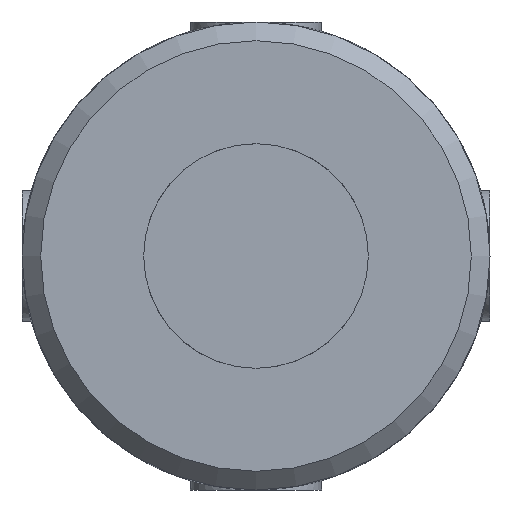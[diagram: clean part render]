
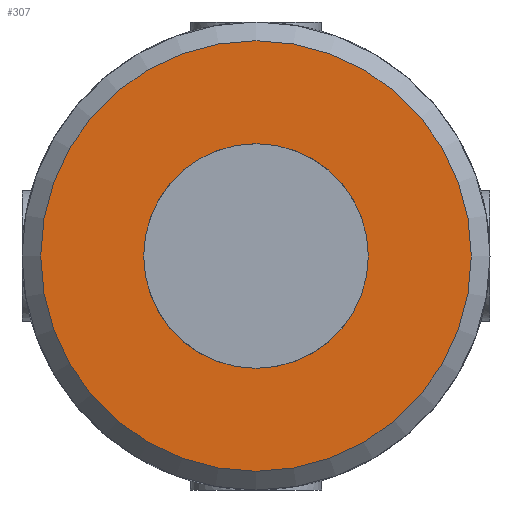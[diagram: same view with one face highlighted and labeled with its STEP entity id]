
A CAD part, left-side view. The second image highlights one B-rep face of the part: STEP entity #307.
In plain terms, the highlighted planar face has unit normal (-1, 0, 0).
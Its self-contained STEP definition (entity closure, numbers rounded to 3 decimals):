
#307 = ADVANCED_FACE( '', ( #579, #580 ), #581, .T. );
#579 = FACE_BOUND( '', #823, .T. );
#580 = FACE_OUTER_BOUND( '', #824, .T. );
#581 = PLANE( '', #825 );
#823 = EDGE_LOOP( '', ( #1372 ) );
#824 = EDGE_LOOP( '', ( #1373 ) );
#825 = AXIS2_PLACEMENT_3D( '', #1374, #1375, #1376 );
#1372 = ORIENTED_EDGE( '', *, *, #1418, .T. );
#1373 = ORIENTED_EDGE( '', *, *, #1539, .F. );
#1374 = CARTESIAN_POINT( '', ( 0., 11.5, 0. ) );
#1375 = DIRECTION( '', ( -1., 0., 0. ) );
#1376 = DIRECTION( '', ( 0., 0., 1. ) );
#1418 = EDGE_CURVE( '', #1645, #1645, #1646, .T. );
#1539 = EDGE_CURVE( '', #1830, #1830, #1831, .T. );
#1645 = VERTEX_POINT( '', #2144 );
#1646 = CIRCLE( '', #2145, 6. );
#1830 = VERTEX_POINT( '', #2985 );
#1831 = CIRCLE( '', #2986, 11.5 );
#2144 = CARTESIAN_POINT( '', ( 0., 0., -6. ) );
#2145 = AXIS2_PLACEMENT_3D( '', #3187, #3188, #3189 );
#2985 = CARTESIAN_POINT( '', ( 0., 0., -11.5 ) );
#2986 = AXIS2_PLACEMENT_3D( '', #3314, #3315, #3316 );
#3187 = CARTESIAN_POINT( '', ( 0., 0., 0. ) );
#3188 = DIRECTION( '', ( 1., 0., 0. ) );
#3189 = DIRECTION( '', ( 0., 0., -1. ) );
#3314 = CARTESIAN_POINT( '', ( 0., 0., 0. ) );
#3315 = DIRECTION( '', ( 1., 0., 0. ) );
#3316 = DIRECTION( '', ( 0., 0., -1. ) );
